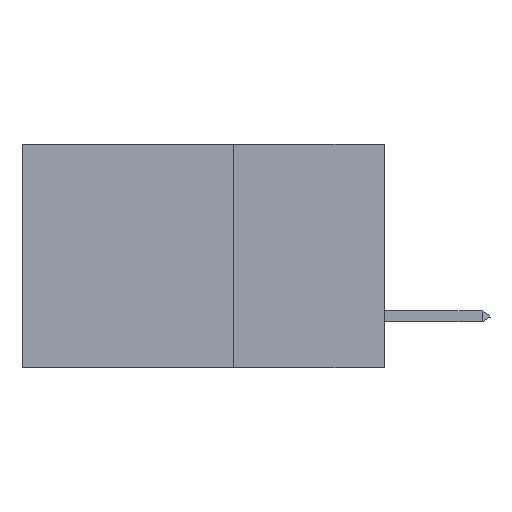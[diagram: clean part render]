
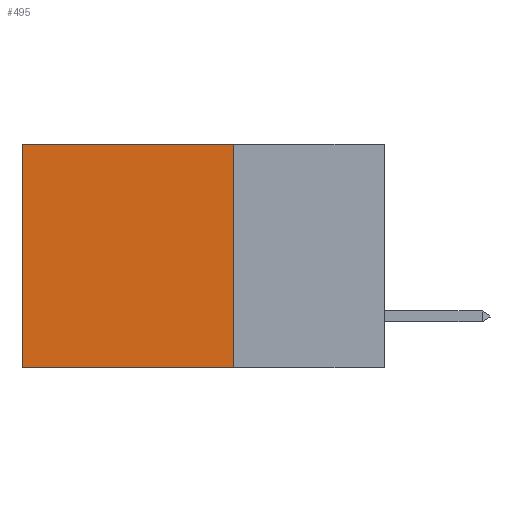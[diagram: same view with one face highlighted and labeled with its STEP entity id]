
A CAD part, left-side view. The second image highlights one B-rep face of the part: STEP entity #495.
In plain terms, the highlighted planar face has unit normal (-1, 0, 0).
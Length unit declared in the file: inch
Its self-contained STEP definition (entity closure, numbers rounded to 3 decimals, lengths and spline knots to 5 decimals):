
#401 = CARTESIAN_POINT ( 'NONE',  ( 0.2875, 0.25, 0. ) ) ;
#495 = ADVANCED_FACE ( 'NONE', ( #29989 ), #3751, .F. ) ;
#698 = DIRECTION ( 'NONE',  ( 0., 1., 0. ) ) ;
#1673 = LINE ( 'NONE', #28797, #7920 ) ;
#2649 = LINE ( 'NONE', #17811, #10030 ) ;
#3451 = CARTESIAN_POINT ( 'NONE',  ( 0.2875, 0.25, 0. ) ) ;
#3751 = PLANE ( 'NONE',  #24783 ) ;
#4118 = ORIENTED_EDGE ( 'NONE', *, *, #27055, .T. ) ;
#4248 = EDGE_LOOP ( 'NONE', ( #4118, #28189, #14556, #28077 ) ) ;
#7497 = VERTEX_POINT ( 'NONE', #12398 ) ;
#7671 = EDGE_CURVE ( 'NONE', #7497, #13277, #14743, .T. ) ;
#7893 = LINE ( 'NONE', #11494, #15596 ) ;
#7920 = VECTOR ( 'NONE', #23675, 39.37008 ) ;
#10030 = VECTOR ( 'NONE', #20378, 39.37008 ) ;
#11494 = CARTESIAN_POINT ( 'NONE',  ( 0.2875, 0.25, 0. ) ) ;
#11821 = VECTOR ( 'NONE', #698, 39.37008 ) ;
#12398 = CARTESIAN_POINT ( 'NONE',  ( 0.2875, 0.25, -0.37 ) ) ;
#12969 = DIRECTION ( 'NONE',  ( 0., 0., -1. ) ) ;
#13277 = VERTEX_POINT ( 'NONE', #15595 ) ;
#14556 = ORIENTED_EDGE ( 'NONE', *, *, #28273, .F. ) ;
#14743 = LINE ( 'NONE', #17323, #11821 ) ;
#15562 = CARTESIAN_POINT ( 'NONE',  ( 0.2875, 0.6, 0. ) ) ;
#15595 = CARTESIAN_POINT ( 'NONE',  ( 0.2875, 0.6, -0.37 ) ) ;
#15596 = VECTOR ( 'NONE', #16229, 39.37008 ) ;
#16229 = DIRECTION ( 'NONE',  ( 0., 1., 0. ) ) ;
#17323 = CARTESIAN_POINT ( 'NONE',  ( 0.2875, 0.25, -0.37 ) ) ;
#17811 = CARTESIAN_POINT ( 'NONE',  ( 0.2875, 0.25, 0. ) ) ;
#18278 = VERTEX_POINT ( 'NONE', #401 ) ;
#20378 = DIRECTION ( 'NONE',  ( 0., 0., -1. ) ) ;
#23675 = DIRECTION ( 'NONE',  ( 0., 0., -1. ) ) ;
#24783 = AXIS2_PLACEMENT_3D ( 'NONE', #3451, #24950, #12969 ) ;
#24950 = DIRECTION ( 'NONE',  ( 1., 0., 0. ) ) ;
#27055 = EDGE_CURVE ( 'NONE', #29962, #13277, #1673, .T. ) ;
#27723 = EDGE_CURVE ( 'NONE', #18278, #29962, #7893, .T. ) ;
#28077 = ORIENTED_EDGE ( 'NONE', *, *, #27723, .T. ) ;
#28189 = ORIENTED_EDGE ( 'NONE', *, *, #7671, .F. ) ;
#28273 = EDGE_CURVE ( 'NONE', #18278, #7497, #2649, .T. ) ;
#28797 = CARTESIAN_POINT ( 'NONE',  ( 0.2875, 0.6, 0. ) ) ;
#29962 = VERTEX_POINT ( 'NONE', #15562 ) ;
#29989 = FACE_OUTER_BOUND ( 'NONE', #4248, .T. ) ;
